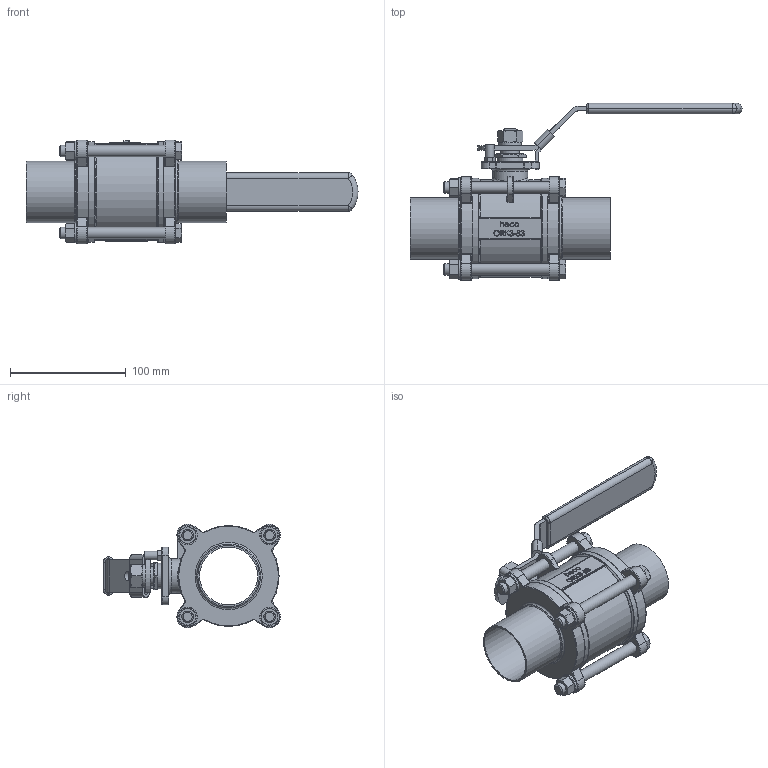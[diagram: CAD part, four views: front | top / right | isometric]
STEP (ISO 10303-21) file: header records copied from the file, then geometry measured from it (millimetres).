
FILE_DESCRIPTION (( 'STEP AP214' ), '1' );
FILE_NAME ('ORK3-53 Kugelhahn DIN11852 heco.STEP', '2015-06-02T08:45:35', ( 'test' ), ( '' ), 'SwSTEP 2.0', 'SolidWorks 2011', '' );
FILE_SCHEMA (( 'AUTOMOTIVE_DESIGN' ));
Length unit declared in the file: millimetre
Products named in the file (1): ORK3-53 Kugelhahn DIN11852 heco
Bounding box: 286.5 x 152.82 x 89.64 mm (x, y, z)
Volume: 476139.9 mm3; surface area: 121981.3 mm2
Topology: 1 solids, 1 shells, 1013 faces, 2486 edges, 1522 vertices
Faces by surface type: plane 343, bspline 286, cylinder 175, cone 104, torus 93, sphere 12
Full cylindrical faces by diameter (mm): 5 x4, 7.35 x1, 8 x1, 10 x8, 10.5 x9, 16 x1, 17 x4, 19.5 x1, 22 x1, 30 x1, 50 x1, 53 x2, 55 x2, 87 x4
Entity records: 53791 total; most frequent: CARTESIAN_POINT 21382, ORIENTED_EDGE 4722, DIRECTION 3663, EDGE_CURVE 2361, VERTEX_POINT 1491, AXIS2_PLACEMENT_3D 1336, EDGE_LOOP 1178, FACE_OUTER_BOUND 1063
